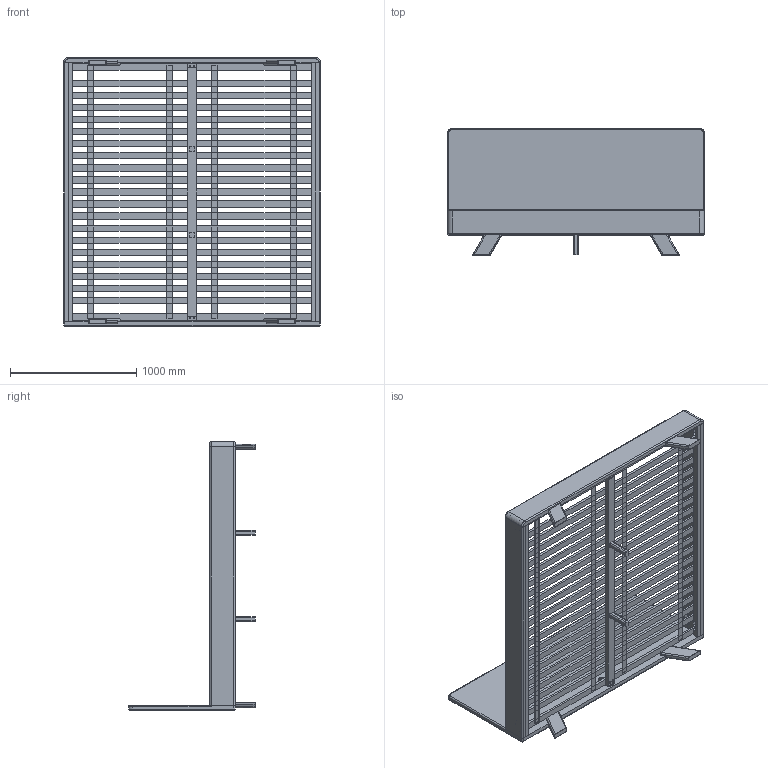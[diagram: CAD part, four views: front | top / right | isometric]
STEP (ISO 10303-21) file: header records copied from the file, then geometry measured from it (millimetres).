
FILE_DESCRIPTION (( 'STEP AP203' ), '1' );
FILE_NAME ('0. Proizvod_Krevet Luca_USA King size.STEP', '2023-11-23T10:01:58', ( '' ), ( '' ), 'SwSTEP 2.0', 'SolidWorks 2023', '' );
FILE_SCHEMA (( 'CONFIG_CONTROL_DESIGN' ));
Products named in the file (1): 0. Proizvod_Krevet Luca_USA King size
Bounding box: 2035 x 1004.9 x 2130 mm (x, y, z)
Volume: 172311566.3 mm3; surface area: 14803387.7 mm2
Topology: 129 solids, 129 shells, 2765 faces, 6683 edges, 4190 vertices
Faces by surface type: plane 1230, cylinder 1001, bspline 280, cone 224, torus 28, sphere 2
Entity records: 134640 total; most frequent: CARTESIAN_POINT 73981, ORIENTED_EDGE 13210, DIRECTION 11711, EDGE_CURVE 6605, VERTEX_POINT 4190, AXIS2_PLACEMENT_3D 4062, LINE 3587, VECTOR 3587
